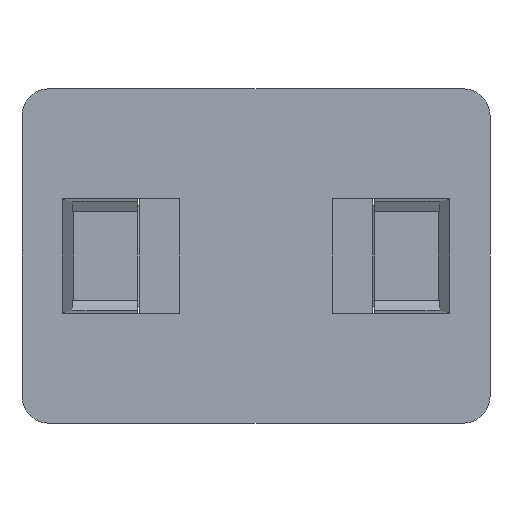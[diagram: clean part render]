
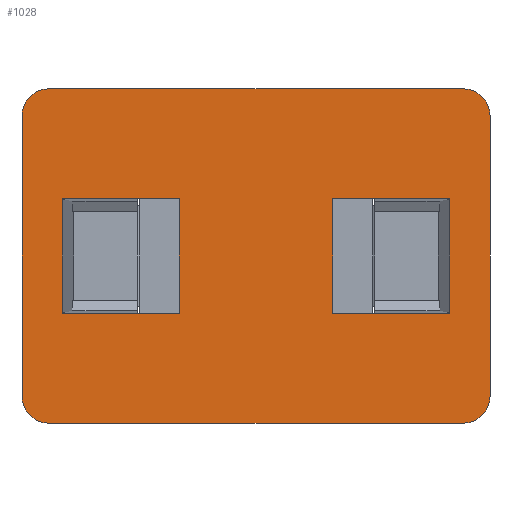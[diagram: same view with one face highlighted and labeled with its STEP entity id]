
A CAD part, front view. The second image highlights one B-rep face of the part: STEP entity #1028.
In plain terms, the highlighted planar face has unit normal (0, -1, 0).
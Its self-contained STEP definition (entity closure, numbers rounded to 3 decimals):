
#71 = LINE ( 'NONE', #288, #1255 ) ;
#88 = DIRECTION ( 'NONE',  ( -1., 0., 0. ) ) ;
#102 = FACE_BOUND ( 'NONE', #2449, .T. ) ;
#108 = ORIENTED_EDGE ( 'NONE', *, *, #124, .F. ) ;
#124 = EDGE_CURVE ( 'NONE', #2649, #1187, #2072, .T. ) ;
#135 = EDGE_CURVE ( 'NONE', #793, #1337, #227, .T. ) ;
#137 = AXIS2_PLACEMENT_3D ( 'NONE', #298, #510, #1235 ) ;
#209 = DIRECTION ( 'NONE',  ( 1., 0., 0. ) ) ;
#227 = LINE ( 'NONE', #1584, #1065 ) ;
#239 = CARTESIAN_POINT ( 'NONE',  ( 93.9, 0., 100. ) ) ;
#266 = CARTESIAN_POINT ( 'NONE',  ( 9., 0., 100. ) ) ;
#288 = CARTESIAN_POINT ( 'NONE',  ( 1., 0., 0. ) ) ;
#298 = CARTESIAN_POINT ( 'NONE',  ( 133., 0., 92. ) ) ;
#341 = ORIENTED_EDGE ( 'NONE', *, *, #763, .F. ) ;
#342 = DIRECTION ( 'NONE',  ( 0., 0., -1. ) ) ;
#345 = CARTESIAN_POINT ( 'NONE',  ( 133., 0., 0. ) ) ;
#384 = CARTESIAN_POINT ( 'NONE',  ( 129., 0., 32.875 ) ) ;
#418 = VECTOR ( 'NONE', #2443, 1000. ) ;
#432 = CARTESIAN_POINT ( 'NONE',  ( 133., 0., 8. ) ) ;
#448 = LINE ( 'NONE', #239, #672 ) ;
#458 = VERTEX_POINT ( 'NONE', #2853 ) ;
#461 = AXIS2_PLACEMENT_3D ( 'NONE', #2721, #2681, #2695 ) ;
#496 = LINE ( 'NONE', #1856, #2249 ) ;
#510 = DIRECTION ( 'NONE',  ( 0., 1., 0. ) ) ;
#545 = VERTEX_POINT ( 'NONE', #1973 ) ;
#572 = LINE ( 'NONE', #1518, #2565 ) ;
#655 = AXIS2_PLACEMENT_3D ( 'NONE', #432, #2995, #1809 ) ;
#671 = VERTEX_POINT ( 'NONE', #345 ) ;
#672 = VECTOR ( 'NONE', #2357, 1000. ) ;
#763 = EDGE_CURVE ( 'NONE', #2949, #1718, #1873, .T. ) ;
#793 = VERTEX_POINT ( 'NONE', #2984 ) ;
#828 = VERTEX_POINT ( 'NONE', #2159 ) ;
#833 = EDGE_CURVE ( 'NONE', #545, #2553, #2034, .T. ) ;
#836 = VERTEX_POINT ( 'NONE', #1022 ) ;
#862 = ORIENTED_EDGE ( 'NONE', *, *, #2155, .F. ) ;
#907 = ORIENTED_EDGE ( 'NONE', *, *, #1613, .T. ) ;
#933 = EDGE_CURVE ( 'NONE', #1383, #1695, #2373, .T. ) ;
#982 = VECTOR ( 'NONE', #209, 1000. ) ;
#1014 = ORIENTED_EDGE ( 'NONE', *, *, #1396, .T. ) ;
#1022 = CARTESIAN_POINT ( 'NONE',  ( 141., 0., 8. ) ) ;
#1028 = ADVANCED_FACE ( 'NONE', ( #2952, #102, #1314 ), #1789, .T. ) ;
#1044 = CARTESIAN_POINT ( 'NONE',  ( 93.9, 0., 32.875 ) ) ;
#1065 = VECTOR ( 'NONE', #2986, 1000. ) ;
#1087 = CARTESIAN_POINT ( 'NONE',  ( 13., 0., 0. ) ) ;
#1096 = EDGE_CURVE ( 'NONE', #671, #836, #2919, .T. ) ;
#1120 = LINE ( 'NONE', #1387, #2386 ) ;
#1147 = CARTESIAN_POINT ( 'NONE',  ( 141., 0., 67.125 ) ) ;
#1154 = VERTEX_POINT ( 'NONE', #2094 ) ;
#1187 = VERTEX_POINT ( 'NONE', #2537 ) ;
#1189 = DIRECTION ( 'NONE',  ( -1., 0., 0. ) ) ;
#1206 = CARTESIAN_POINT ( 'NONE',  ( 141., 0., 32.875 ) ) ;
#1235 = DIRECTION ( 'NONE',  ( 1., 0., 0. ) ) ;
#1255 = VECTOR ( 'NONE', #2160, 1000. ) ;
#1310 = EDGE_CURVE ( 'NONE', #793, #458, #1619, .T. ) ;
#1314 = FACE_OUTER_BOUND ( 'NONE', #2717, .T. ) ;
#1337 = VERTEX_POINT ( 'NONE', #266 ) ;
#1371 = DIRECTION ( 'NONE',  ( 0., 0., -1. ) ) ;
#1383 = VERTEX_POINT ( 'NONE', #2557 ) ;
#1387 = CARTESIAN_POINT ( 'NONE',  ( 129., 0., 0. ) ) ;
#1396 = EDGE_CURVE ( 'NONE', #836, #458, #496, .T. ) ;
#1428 = EDGE_CURVE ( 'NONE', #2949, #2308, #448, .T. ) ;
#1455 = AXIS2_PLACEMENT_3D ( 'NONE', #1937, #2865, #1189 ) ;
#1481 = ORIENTED_EDGE ( 'NONE', *, *, #1096, .T. ) ;
#1518 = CARTESIAN_POINT ( 'NONE',  ( 48.1, 0., 0. ) ) ;
#1580 = ORIENTED_EDGE ( 'NONE', *, *, #135, .T. ) ;
#1584 = CARTESIAN_POINT ( 'NONE',  ( 141., 0., 100. ) ) ;
#1605 = ORIENTED_EDGE ( 'NONE', *, *, #2548, .T. ) ;
#1613 = EDGE_CURVE ( 'NONE', #2649, #1383, #572, .T. ) ;
#1619 = CIRCLE ( 'NONE', #137, 8. ) ;
#1670 = CARTESIAN_POINT ( 'NONE',  ( 9., 0., 92. ) ) ;
#1695 = VERTEX_POINT ( 'NONE', #2705 ) ;
#1696 = LINE ( 'NONE', #1977, #418 ) ;
#1718 = VERTEX_POINT ( 'NONE', #384 ) ;
#1779 = EDGE_CURVE ( 'NONE', #1337, #828, #2053, .T. ) ;
#1789 = PLANE ( 'NONE',  #461 ) ;
#1809 = DIRECTION ( 'NONE',  ( 1., 0., 0. ) ) ;
#1856 = CARTESIAN_POINT ( 'NONE',  ( 141., 0., 100. ) ) ;
#1862 = DIRECTION ( 'NONE',  ( -1., 0., 0. ) ) ;
#1873 = LINE ( 'NONE', #1886, #982 ) ;
#1874 = ORIENTED_EDGE ( 'NONE', *, *, #1779, .T. ) ;
#1881 = DIRECTION ( 'NONE',  ( -1., 0., 0. ) ) ;
#1886 = CARTESIAN_POINT ( 'NONE',  ( 1., 0., 32.875 ) ) ;
#1919 = EDGE_LOOP ( 'NONE', ( #2891, #862, #108, #907 ) ) ;
#1937 = CARTESIAN_POINT ( 'NONE',  ( 9., 0., 8. ) ) ;
#1946 = ORIENTED_EDGE ( 'NONE', *, *, #1428, .T. ) ;
#1973 = CARTESIAN_POINT ( 'NONE',  ( 9., 0., 0. ) ) ;
#1977 = CARTESIAN_POINT ( 'NONE',  ( 1., 0., 0. ) ) ;
#1999 = VECTOR ( 'NONE', #2960, 1000. ) ;
#2034 = CIRCLE ( 'NONE', #1455, 8. ) ;
#2053 = CIRCLE ( 'NONE', #2442, 8. ) ;
#2072 = LINE ( 'NONE', #1147, #2440 ) ;
#2094 = CARTESIAN_POINT ( 'NONE',  ( 129., 0., 67.125 ) ) ;
#2111 = DIRECTION ( 'NONE',  ( 1., 0., 0. ) ) ;
#2125 = CARTESIAN_POINT ( 'NONE',  ( 1., 0., 67.125 ) ) ;
#2155 = EDGE_CURVE ( 'NONE', #1187, #1695, #2487, .T. ) ;
#2159 = CARTESIAN_POINT ( 'NONE',  ( 1., 0., 92. ) ) ;
#2160 = DIRECTION ( 'NONE',  ( 1., 0., 0. ) ) ;
#2181 = ORIENTED_EDGE ( 'NONE', *, *, #2555, .T. ) ;
#2187 = ORIENTED_EDGE ( 'NONE', *, *, #1310, .F. ) ;
#2191 = EDGE_CURVE ( 'NONE', #1154, #1718, #1120, .T. ) ;
#2194 = CARTESIAN_POINT ( 'NONE',  ( 48.1, 0., 67.125 ) ) ;
#2249 = VECTOR ( 'NONE', #2784, 1000. ) ;
#2304 = ORIENTED_EDGE ( 'NONE', *, *, #2191, .T. ) ;
#2308 = VERTEX_POINT ( 'NONE', #2531 ) ;
#2357 = DIRECTION ( 'NONE',  ( 0., 0., 1. ) ) ;
#2373 = LINE ( 'NONE', #1206, #2673 ) ;
#2386 = VECTOR ( 'NONE', #1371, 1000. ) ;
#2440 = VECTOR ( 'NONE', #1862, 1000. ) ;
#2442 = AXIS2_PLACEMENT_3D ( 'NONE', #1670, #2809, #1881 ) ;
#2443 = DIRECTION ( 'NONE',  ( 0., 0., -1. ) ) ;
#2449 = EDGE_LOOP ( 'NONE', ( #1605, #2304, #341, #1946 ) ) ;
#2482 = ORIENTED_EDGE ( 'NONE', *, *, #2890, .T. ) ;
#2487 = LINE ( 'NONE', #1087, #1999 ) ;
#2531 = CARTESIAN_POINT ( 'NONE',  ( 93.9, 0., 67.125 ) ) ;
#2537 = CARTESIAN_POINT ( 'NONE',  ( 13., 0., 67.125 ) ) ;
#2548 = EDGE_CURVE ( 'NONE', #2308, #1154, #2654, .T. ) ;
#2553 = VERTEX_POINT ( 'NONE', #2639 ) ;
#2555 = EDGE_CURVE ( 'NONE', #545, #671, #71, .T. ) ;
#2557 = CARTESIAN_POINT ( 'NONE',  ( 48.1, 0., 32.875 ) ) ;
#2565 = VECTOR ( 'NONE', #342, 1000. ) ;
#2625 = VECTOR ( 'NONE', #2111, 1000. ) ;
#2639 = CARTESIAN_POINT ( 'NONE',  ( 1., 0., 8. ) ) ;
#2649 = VERTEX_POINT ( 'NONE', #2194 ) ;
#2654 = LINE ( 'NONE', #2125, #2625 ) ;
#2673 = VECTOR ( 'NONE', #88, 1000. ) ;
#2681 = DIRECTION ( 'NONE',  ( 0., -1., 0. ) ) ;
#2695 = DIRECTION ( 'NONE',  ( 0., 0., -1. ) ) ;
#2705 = CARTESIAN_POINT ( 'NONE',  ( 13., 0., 32.875 ) ) ;
#2717 = EDGE_LOOP ( 'NONE', ( #1580, #1874, #2482, #2832, #2181, #1481, #1014, #2187 ) ) ;
#2721 = CARTESIAN_POINT ( 'NONE',  ( 4.608, 0., 0. ) ) ;
#2784 = DIRECTION ( 'NONE',  ( 0., 0., 1. ) ) ;
#2809 = DIRECTION ( 'NONE',  ( 0., -1., 0. ) ) ;
#2832 = ORIENTED_EDGE ( 'NONE', *, *, #833, .F. ) ;
#2853 = CARTESIAN_POINT ( 'NONE',  ( 141., 0., 92. ) ) ;
#2865 = DIRECTION ( 'NONE',  ( 0., 1., 0. ) ) ;
#2890 = EDGE_CURVE ( 'NONE', #828, #2553, #1696, .T. ) ;
#2891 = ORIENTED_EDGE ( 'NONE', *, *, #933, .T. ) ;
#2919 = CIRCLE ( 'NONE', #655, 8. ) ;
#2949 = VERTEX_POINT ( 'NONE', #1044 ) ;
#2952 = FACE_BOUND ( 'NONE', #1919, .T. ) ;
#2960 = DIRECTION ( 'NONE',  ( 0., 0., -1. ) ) ;
#2984 = CARTESIAN_POINT ( 'NONE',  ( 133., 0., 100. ) ) ;
#2986 = DIRECTION ( 'NONE',  ( -1., 0., 0. ) ) ;
#2995 = DIRECTION ( 'NONE',  ( 0., -1., 0. ) ) ;
